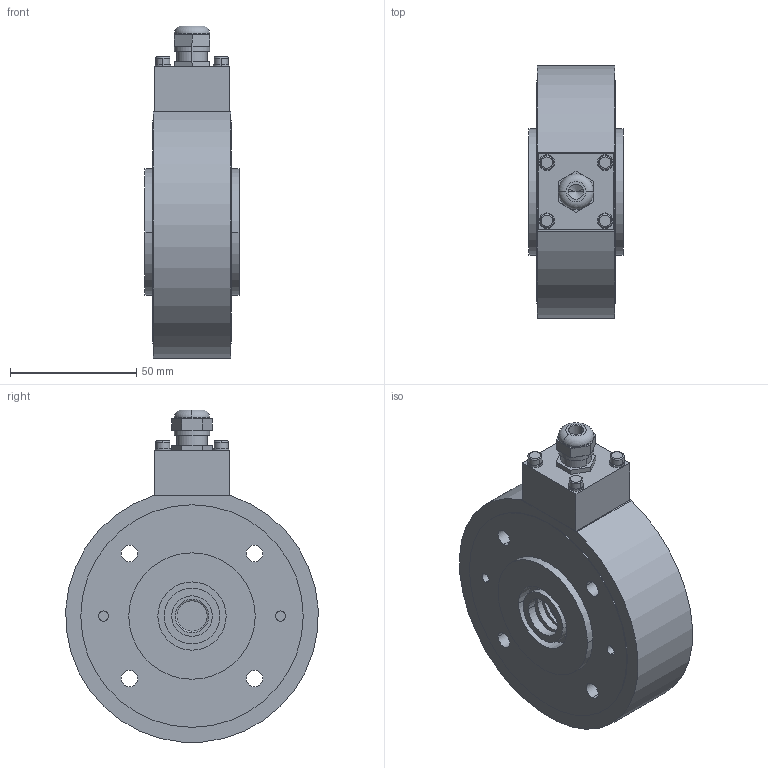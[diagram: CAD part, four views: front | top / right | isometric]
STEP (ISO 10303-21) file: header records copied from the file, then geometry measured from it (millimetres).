
FILE_DESCRIPTION((''),'2;1');
FILE_NAME('L50649_stp.stp','2019-04-08T09:36:39',(''),(''),'Mechanical Desktop 2009','Mechanical Desktop 2009',', , ');
FILE_SCHEMA(('CONFIG_CONTROL_DESIGN'));
Length unit declared in the file: millimetre
Products named in the file (26): L50649_STP; L4866604; TEIL1A; L48891; TEIL1AA; L47590; TEIL1AAA; L49083; TEIL1AAAA; I-6KT_SCHRAUBE_M3X25; I-6KT_SCHRAUBE_M3X25A; FEDERRING_M3; FEDERRING_M3A; L4340301; TEIL1; KABELVERSCHRAUBUNG_PG7A; KABELVERSCHRAUBUNG_PG7; I-6KT_SCHRAUBE_M5X25_NK; I-6KT_SCHRAUBE_M5X25_NKA; V_RING_V16AA; V_RING_V16A; PENDELKUGELLAGER_1201TVA; PENDELKUGELLAGER_1201TV; SICHERUNGSRINGV_J32; SICHERUNGSRINGV_J32A; RM_SDB
Assembly tree (35 placements, depth 3):
  L50649_STP
    L4866604
      TEIL1A
    L48891
      TEIL1AA
    L47590
      TEIL1AAA
    L49083
      TEIL1AAAA
    I-6KT_SCHRAUBE_M3X25  x4
      I-6KT_SCHRAUBE_M3X25A
    FEDERRING_M3  x4
      FEDERRING_M3A
    L4340301  x2
      TEIL1
    KABELVERSCHRAUBUNG_PG7A
      KABELVERSCHRAUBUNG_PG7
    I-6KT_SCHRAUBE_M5X25_NK  x2
      I-6KT_SCHRAUBE_M5X25_NKA
    V_RING_V16AA
      V_RING_V16A
    PENDELKUGELLAGER_1201TVA
      PENDELKUGELLAGER_1201TV
    SICHERUNGSRINGV_J32
      SICHERUNGSRINGV_J32A
    RM_SDB  x3
Bounding box: 37.2 x 99.85 x 131.32 mm (x, y, z)
Volume: 237400.8 mm3; surface area: 92151.3 mm2
Topology: 20 solids, 20 shells, 358 faces, 859 edges, 567 vertices
Faces by surface type: cylinder 197, plane 117, torus 22, cone 20, bspline 2
Entity records: 9166 total; most frequent: CARTESIAN_POINT 1763, DIRECTION 1633, ORIENTED_EDGE 1326, AXIS2_PLACEMENT_3D 683, EDGE_CURVE 663, VERTEX_POINT 439, CIRCLE 378, EDGE_LOOP 378
